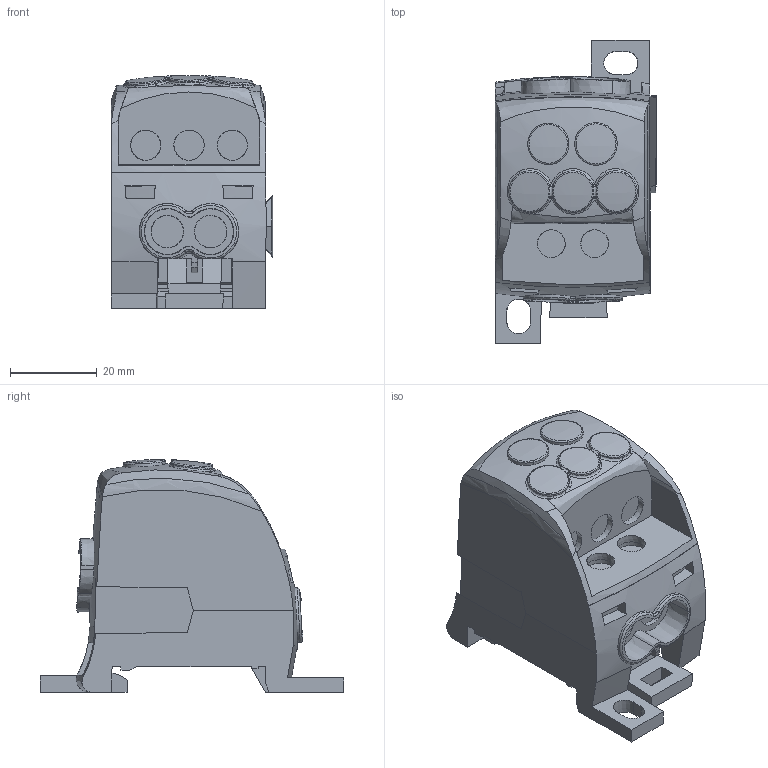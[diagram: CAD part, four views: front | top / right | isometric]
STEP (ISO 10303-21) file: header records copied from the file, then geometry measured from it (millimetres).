
FILE_DESCRIPTION(('CATIA V5 STEP Exchange','CAx-IF Rec.Pracs.--- Model Styling and Organization---1.5--- 2016-08-15','CAx-IF Rec.Pracs.---Supplemental Geometry---1.0---2011-11-01','CAx-IF Rec.Pracs.--- Composite Materials ---1.1---2010-07-15'),'2;1');
FILE_NAME ('7878435_3', '2025-09-23T06:39:05+00:00', ('none'), ('Weidmueller'), 'CATIA Version 5-6 Release 2024 SP4', 'CATIA V5 STEP AP214 v3', 'none');
FILE_SCHEMA(('AUTOMOTIVE_DESIGN { 1 0 10303 214 1 1 1 1 }'));
Length unit declared in the file: millimetre
Products named in the file (1): 1562170000_WPD_105_1x35+1x16-2x25+3x16_GY
Bounding box: 37.31 x 70 x 53.8 mm (x, y, z)
Volume: 59201.8 mm3; surface area: 16668.4 mm2
Topology: 1 solids, 1 shells, 323 faces, 1014 edges, 705 vertices
Faces by surface type: plane 156, bspline 104, cone 48, revolution 7, sphere 5, cylinder 2, extrusion 1
Entity records: 26686 total; most frequent: CARTESIAN_POINT 19257, ORIENTED_EDGE 2020, EDGE_CURVE 1010, DIRECTION 758, VERTEX_POINT 705, B_SPLINE_CURVE_WITH_KNOTS 566, VECTOR 404, LINE 403
